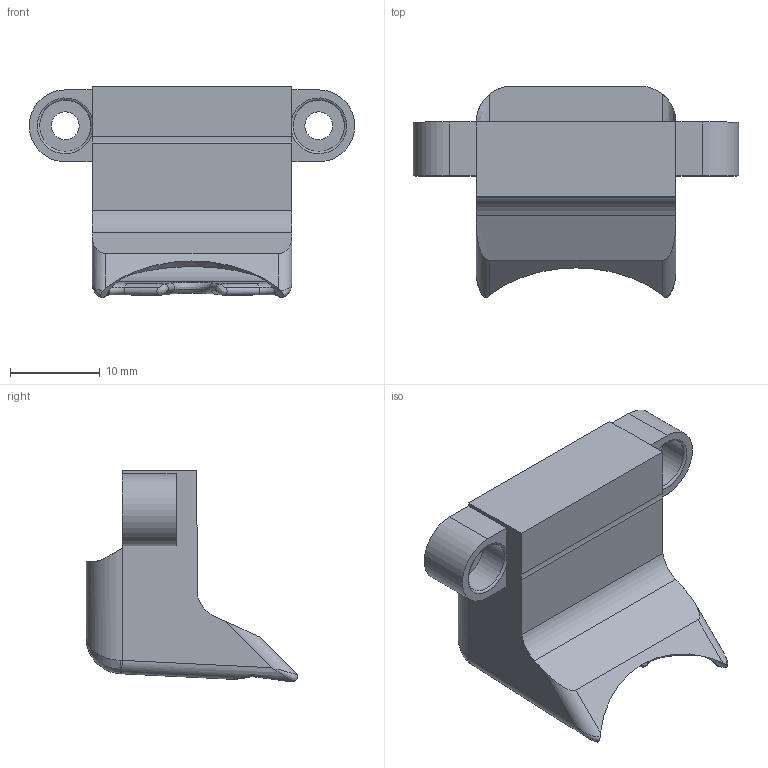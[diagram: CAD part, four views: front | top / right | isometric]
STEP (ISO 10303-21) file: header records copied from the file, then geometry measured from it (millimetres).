
FILE_DESCRIPTION(/* description */ (''),/* implementation_level */ '2;1');
FILE_NAME(/* name */ 'e3d Nozzle - Integrated.step',/* time_stamp */ '2020-11-23T21:36:27-05:00',/* author */ (''),/* organization */ (''),/* preprocessor_version */ 'ST-DEVELOPER v18.1',/* originating_system */ 'Autodesk Translation Framework v9.3.0.1241',/* authorisation */ '');
FILE_SCHEMA (('AUTOMOTIVE_DESIGN { 1 0 10303 214 3 1 1 }'));
Length unit declared in the file: millimetre
Products named in the file (1): e3d Nozzle - Integrated
Bounding box: 36.2 x 23.52 x 23.52 mm (x, y, z)
Volume: 3327.7 mm3; surface area: 3752.2 mm2
Topology: 1 solids, 1 shells, 120 faces, 318 edges, 190 vertices
Faces by surface type: bspline 53, cylinder 31, plane 27, torus 9
Full cylindrical faces by diameter (mm): 3.1 x2, 5.7 x2
Entity records: 5622 total; most frequent: CARTESIAN_POINT 2926, ORIENTED_EDGE 620, DIRECTION 458, EDGE_CURVE 310, VERTEX_POINT 190, AXIS2_PLACEMENT_3D 173, EDGE_LOOP 124, FACE_OUTER_BOUND 120
